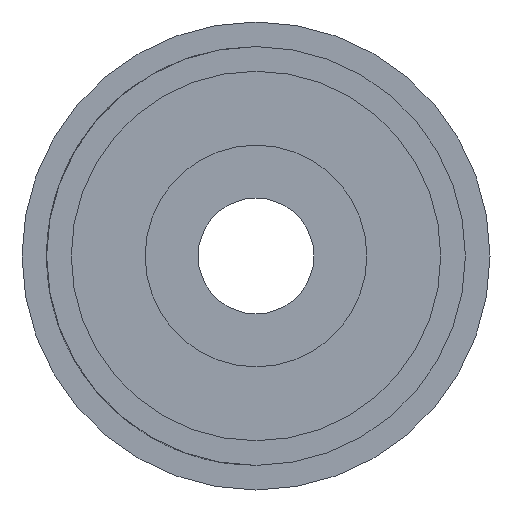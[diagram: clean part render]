
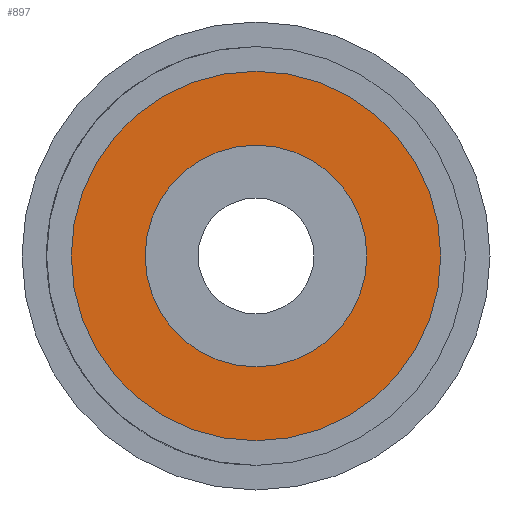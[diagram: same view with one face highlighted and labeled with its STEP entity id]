
A CAD part, left-side view. The second image highlights one B-rep face of the part: STEP entity #897.
In plain terms, the highlighted planar face has unit normal (-1, 0, 0).
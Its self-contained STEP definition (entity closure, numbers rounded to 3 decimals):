
#28 = DIRECTION ( 'NONE',  ( 0., 0., 1. ) ) ;
#436 = DIRECTION ( 'NONE',  ( 0., 0., 1. ) ) ;
#765 = ORIENTED_EDGE ( 'NONE', *, *, #6853, .F. ) ;
#897 = ADVANCED_FACE ( 'NONE', ( #5822, #7281 ), #7457, .F. ) ;
#1102 = DIRECTION ( 'NONE',  ( 0., 0., 1. ) ) ;
#1626 = VERTEX_POINT ( 'NONE', #5421 ) ;
#1740 = DIRECTION ( 'NONE',  ( -1., 0., 0. ) ) ;
#1948 = DIRECTION ( 'NONE',  ( -1., 0., 0. ) ) ;
#2783 = ORIENTED_EDGE ( 'NONE', *, *, #7511, .T. ) ;
#3100 = AXIS2_PLACEMENT_3D ( 'NONE', #4012, #1948, #6802 ) ;
#3259 = CIRCLE ( 'NONE', #3402, 7.5 ) ;
#3402 = AXIS2_PLACEMENT_3D ( 'NONE', #6645, #1740, #1102 ) ;
#3799 = DIRECTION ( 'NONE',  ( 0., 0., -1. ) ) ;
#3898 = CARTESIAN_POINT ( 'NONE',  ( 0., 0., 0. ) ) ;
#4012 = CARTESIAN_POINT ( 'NONE',  ( 0., 0., 0. ) ) ;
#4295 = VERTEX_POINT ( 'NONE', #5130 ) ;
#4686 = AXIS2_PLACEMENT_3D ( 'NONE', #3898, #6647, #3799 ) ;
#4904 = EDGE_LOOP ( 'NONE', ( #2783, #6707 ) ) ;
#4954 = EDGE_LOOP ( 'NONE', ( #6458, #765 ) ) ;
#5015 = CARTESIAN_POINT ( 'NONE',  ( 0., 0., -7.5 ) ) ;
#5130 = CARTESIAN_POINT ( 'NONE',  ( 0., 0., -4.5 ) ) ;
#5146 = CIRCLE ( 'NONE', #7914, 4.5 ) ;
#5230 = EDGE_CURVE ( 'NONE', #6221, #1626, #6181, .T. ) ;
#5281 = CARTESIAN_POINT ( 'NONE',  ( 0., 0., 0. ) ) ;
#5287 = VERTEX_POINT ( 'NONE', #6026 ) ;
#5421 = CARTESIAN_POINT ( 'NONE',  ( 0., 0., 7.5 ) ) ;
#5480 = CARTESIAN_POINT ( 'NONE',  ( 0., 0., 0. ) ) ;
#5822 = FACE_BOUND ( 'NONE', #4954, .T. ) ;
#6026 = CARTESIAN_POINT ( 'NONE',  ( 0., 0., 4.5 ) ) ;
#6181 = CIRCLE ( 'NONE', #3100, 7.5 ) ;
#6221 = VERTEX_POINT ( 'NONE', #5015 ) ;
#6458 = ORIENTED_EDGE ( 'NONE', *, *, #7775, .F. ) ;
#6623 = AXIS2_PLACEMENT_3D ( 'NONE', #5480, #7028, #28 ) ;
#6645 = CARTESIAN_POINT ( 'NONE',  ( 0., 0., 0. ) ) ;
#6647 = DIRECTION ( 'NONE',  ( 1., 0., 0. ) ) ;
#6707 = ORIENTED_EDGE ( 'NONE', *, *, #5230, .T. ) ;
#6802 = DIRECTION ( 'NONE',  ( 0., 0., 1. ) ) ;
#6853 = EDGE_CURVE ( 'NONE', #4295, #5287, #7208, .T. ) ;
#7028 = DIRECTION ( 'NONE',  ( -1., 0., 0. ) ) ;
#7208 = CIRCLE ( 'NONE', #6623, 4.5 ) ;
#7281 = FACE_OUTER_BOUND ( 'NONE', #4904, .T. ) ;
#7457 = PLANE ( 'NONE',  #4686 ) ;
#7511 = EDGE_CURVE ( 'NONE', #1626, #6221, #3259, .T. ) ;
#7775 = EDGE_CURVE ( 'NONE', #5287, #4295, #5146, .T. ) ;
#7914 = AXIS2_PLACEMENT_3D ( 'NONE', #5281, #8060, #436 ) ;
#8060 = DIRECTION ( 'NONE',  ( -1., 0., 0. ) ) ;
